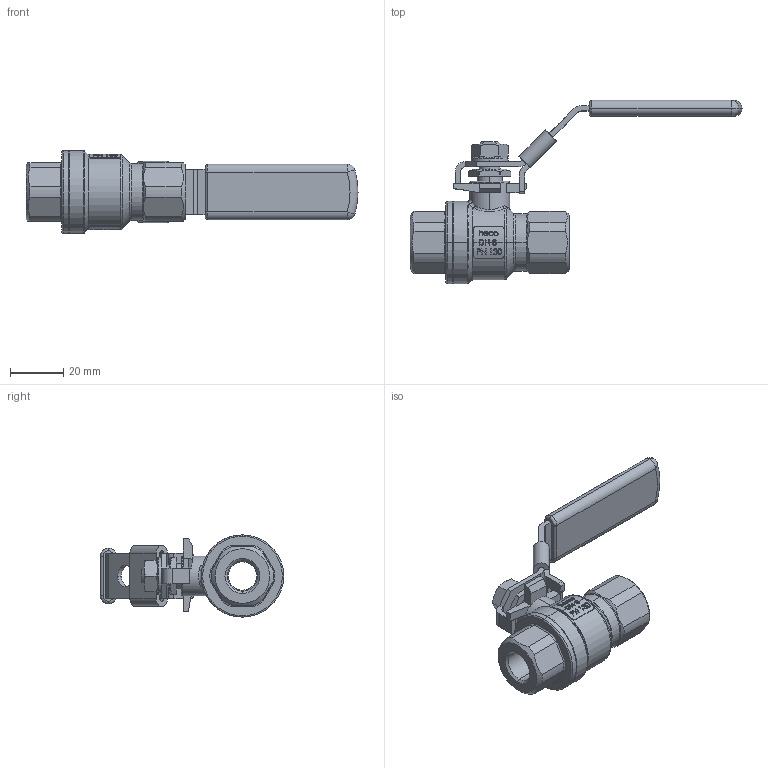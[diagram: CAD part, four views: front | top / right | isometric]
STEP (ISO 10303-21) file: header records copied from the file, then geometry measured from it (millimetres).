
FILE_DESCRIPTION (( 'STEP AP214' ), '1' );
FILE_NAME ('K2-014-000-4 Kugelhahn heco step214.STEP', '2011-02-10T13:07:26', ( 'test' ), ( '' ), 'SwSTEP 2.0', 'SolidWorks 2011', '' );
FILE_SCHEMA (( 'AUTOMOTIVE_DESIGN' ));
Length unit declared in the file: millimetre
Products named in the file (1): K2-014-000-4 Kugelhahn heco step214
Bounding box: 125 x 69 x 31 mm (x, y, z)
Volume: 38360.4 mm3; surface area: 15412 mm2
Topology: 1 solids, 1 shells, 650 faces, 1693 edges, 1084 vertices
Faces by surface type: plane 245, bspline 185, cylinder 146, cone 39, torus 31, sphere 4
Entity records: 35417 total; most frequent: CARTESIAN_POINT 13652, ORIENTED_EDGE 3374, DIRECTION 2476, EDGE_CURVE 1687, VERTEX_POINT 1084, AXIS2_PLACEMENT_3D 851, LINE 774, VECTOR 774
